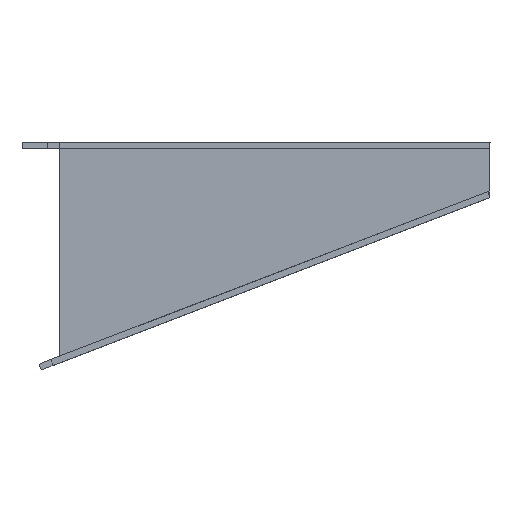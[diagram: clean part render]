
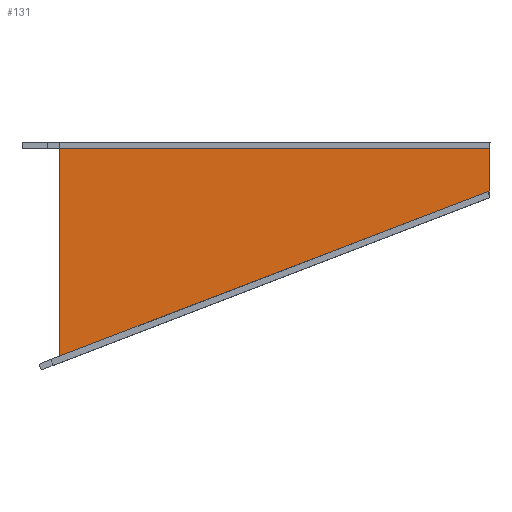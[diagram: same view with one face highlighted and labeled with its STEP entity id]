
A CAD part, top view. The second image highlights one B-rep face of the part: STEP entity #131.
In plain terms, the highlighted planar face has unit normal (0, 0, 1).
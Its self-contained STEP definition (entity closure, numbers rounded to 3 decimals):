
#28 = CARTESIAN_POINT ( 'NONE',  ( 113.333, 84.747, 2.5 ) ) ;
#65 = EDGE_CURVE ( 'NONE', #711, #420, #1536, .T. ) ;
#131 = ADVANCED_FACE ( 'NONE', ( #1416 ), #544, .T. ) ;
#142 = ORIENTED_EDGE ( 'NONE', *, *, #155, .F. ) ;
#155 = EDGE_CURVE ( 'NONE', #670, #341, #218, .T. ) ;
#200 = CARTESIAN_POINT ( 'NONE',  ( 170., 84.747, 2.5 ) ) ;
#218 = B_SPLINE_CURVE_WITH_KNOTS ( 'NONE', 3,
 ( #808, #1567, #28, #941 ),
 .UNSPECIFIED., .F., .F.,
 ( 4, 4 ),
 ( 0., 1. ),
 .UNSPECIFIED. ) ;
#251 = AXIS2_PLACEMENT_3D ( 'NONE', #416, #674, #1563 ) ;
#310 = VECTOR ( 'NONE', #1511, 1000. ) ;
#341 = VERTEX_POINT ( 'NONE', #200 ) ;
#416 = CARTESIAN_POINT ( 'NONE',  ( 0., 87.257, 2.5 ) ) ;
#420 = VERTEX_POINT ( 'NONE', #1581 ) ;
#517 = VECTOR ( 'NONE', #1171, 1000. ) ;
#544 = PLANE ( 'NONE',  #251 ) ;
#580 = CARTESIAN_POINT ( 'NONE',  ( 0., 2.689, 2.5 ) ) ;
#616 = ORIENTED_EDGE ( 'NONE', *, *, #65, .T. ) ;
#621 = CARTESIAN_POINT ( 'NONE',  ( 0., 84.747, 2.5 ) ) ;
#626 = CARTESIAN_POINT ( 'NONE',  ( 0., 2.689, 2.5 ) ) ;
#654 = ORIENTED_EDGE ( 'NONE', *, *, #1441, .T. ) ;
#657 = LINE ( 'NONE', #750, #310 ) ;
#670 = VERTEX_POINT ( 'NONE', #621 ) ;
#673 = EDGE_CURVE ( 'NONE', #420, #341, #657, .T. ) ;
#674 = DIRECTION ( 'NONE',  ( 0., 0., 1. ) ) ;
#710 = DIRECTION ( 'NONE',  ( 0., -1., 0. ) ) ;
#711 = VERTEX_POINT ( 'NONE', #626 ) ;
#750 = CARTESIAN_POINT ( 'NONE',  ( 170., 87.257, 2.5 ) ) ;
#808 = CARTESIAN_POINT ( 'NONE',  ( 0., 84.747, 2.5 ) ) ;
#895 = EDGE_LOOP ( 'NONE', ( #913, #142, #654, #616 ) ) ;
#909 = LINE ( 'NONE', #580, #1576 ) ;
#913 = ORIENTED_EDGE ( 'NONE', *, *, #673, .T. ) ;
#941 = CARTESIAN_POINT ( 'NONE',  ( 170., 84.747, 2.5 ) ) ;
#1171 = DIRECTION ( 'NONE',  ( 0.934, 0.358, 0. ) ) ;
#1416 = FACE_OUTER_BOUND ( 'NONE', #895, .T. ) ;
#1421 = CARTESIAN_POINT ( 'NONE',  ( 170., 67.945, 2.5 ) ) ;
#1441 = EDGE_CURVE ( 'NONE', #670, #711, #909, .T. ) ;
#1511 = DIRECTION ( 'NONE',  ( 0., 1., 0. ) ) ;
#1536 = LINE ( 'NONE', #1421, #517 ) ;
#1563 = DIRECTION ( 'NONE',  ( 1., 0., 0. ) ) ;
#1567 = CARTESIAN_POINT ( 'NONE',  ( 56.667, 84.747, 2.5 ) ) ;
#1576 = VECTOR ( 'NONE', #710, 1000. ) ;
#1581 = CARTESIAN_POINT ( 'NONE',  ( 170., 67.945, 2.5 ) ) ;
